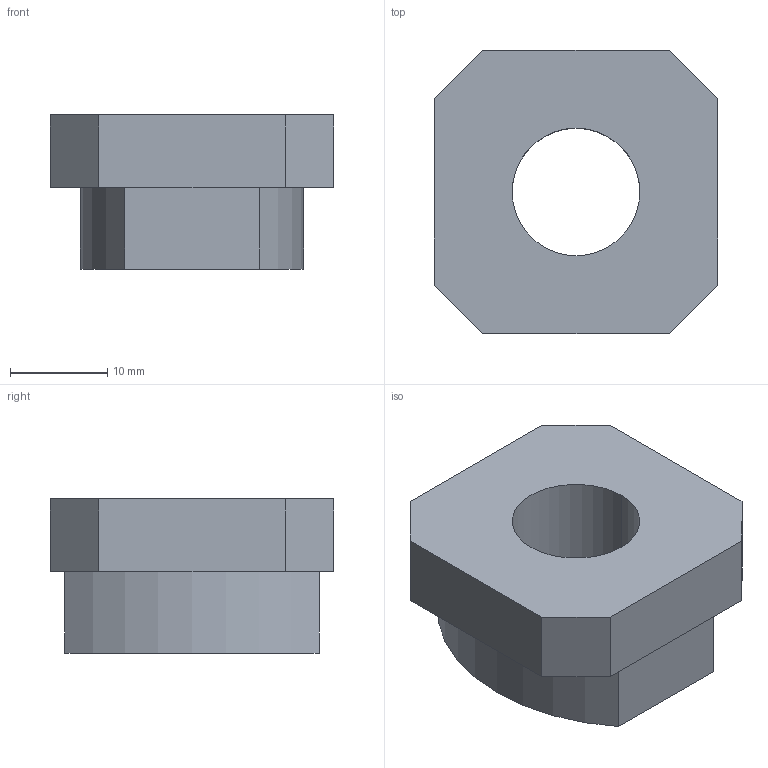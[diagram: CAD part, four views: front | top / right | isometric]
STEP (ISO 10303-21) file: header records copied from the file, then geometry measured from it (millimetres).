
FILE_DESCRIPTION (( 'STEP AP214' ), '1' );
FILE_NAME ('Norgren-4215-08.STEP', '2020-08-18T17:47:50', ( '' ), ( '' ), 'SwSTEP 2.0', 'SolidWorks 2020', '' );
FILE_SCHEMA (( 'AUTOMOTIVE_DESIGN' ));
Length unit declared in the file: millimetre
Products named in the file (2): 4215_8; Norgren-4215-08
Assembly tree (1 placements, depth 2):
  Norgren-4215-08
    4215_8
Bounding box: 29.2 x 29.2 x 15.9 mm (x, y, z)
Volume: 8111.6 mm3; surface area: 3430.9 mm2
Topology: 1 solids, 1 shells, 20 faces, 49 edges, 32 vertices
Faces by surface type: plane 13, cylinder 5, cone 2
Entity records: 879 total; most frequent: DIRECTION 109, CARTESIAN_POINT 105, ORIENTED_EDGE 98, EDGE_CURVE 49, VECTOR 37, LINE 37, AXIS2_PLACEMENT_3D 36, VERTEX_POINT 32
